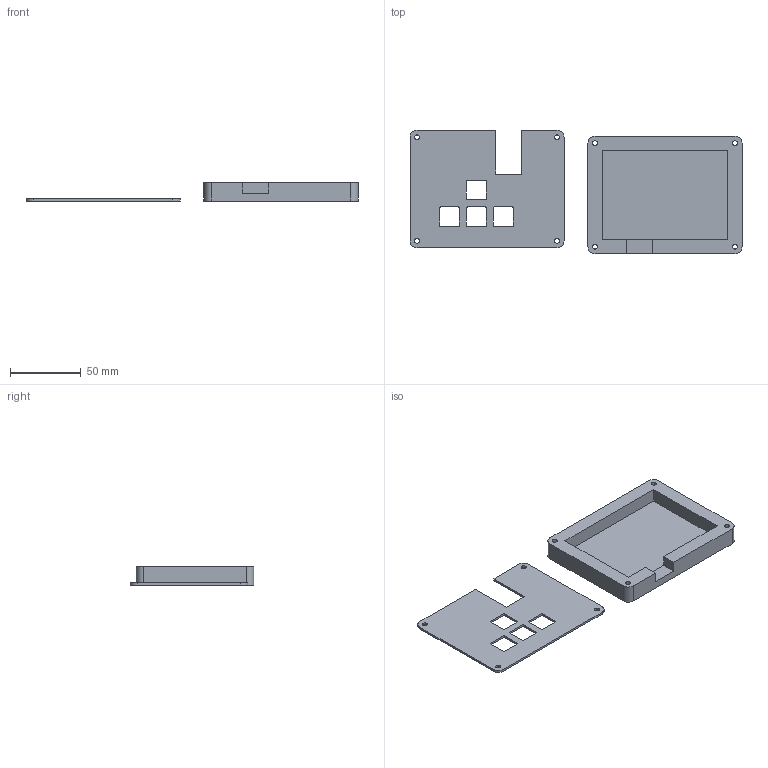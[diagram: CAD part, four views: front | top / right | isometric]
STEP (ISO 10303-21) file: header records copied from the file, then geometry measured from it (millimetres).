
FILE_DESCRIPTION(/* description */ (''),/* implementation_level */ '2;1');
FILE_NAME(/* name */ 'macropad_pg_complete.step',/* time_stamp */ '2025-12-30T09:16:03-05:00',/* author */ (''),/* organization */ (''),/* preprocessor_version */ 'ST-DEVELOPER v20.1',/* originating_system */ 'Autodesk Translation Framework v14.21.0.0',/* authorisation */ '');
FILE_SCHEMA (('AUTOMOTIVE_DESIGN { 1 0 10303 214 3 1 1 }'));
Length unit declared in the file: millimetre
Products named in the file (4): 2025-12-30-08-48-46-994; 2025-11-25-17-27-32-038; 2025-11-23-21-14-30-404; 2025-11-23-21-15-14-957
Assembly tree (3 placements, depth 3):
  2025-12-30-08-48-46-994
    2025-11-25-17-27-32-038
    2025-11-23-21-14-30-404
      2025-11-23-21-15-14-957
Bounding box: 234.73 x 87.34 x 13.2 mm (x, y, z)
Volume: 70689.6 mm3; surface area: 42839.3 mm2
Topology: 12 solids, 12 shells, 331 faces, 909 edges, 606 vertices
Faces by surface type: bspline 178, plane 117, cylinder 36
Full cylindrical faces by diameter (mm): 3.4 x8, 6 x4
Entity records: 12302 total; most frequent: CARTESIAN_POINT 4879, ORIENTED_EDGE 1818, DIRECTION 945, EDGE_CURVE 909, VERTEX_POINT 606, LINE 481, VECTOR 481, EDGE_LOOP 371
